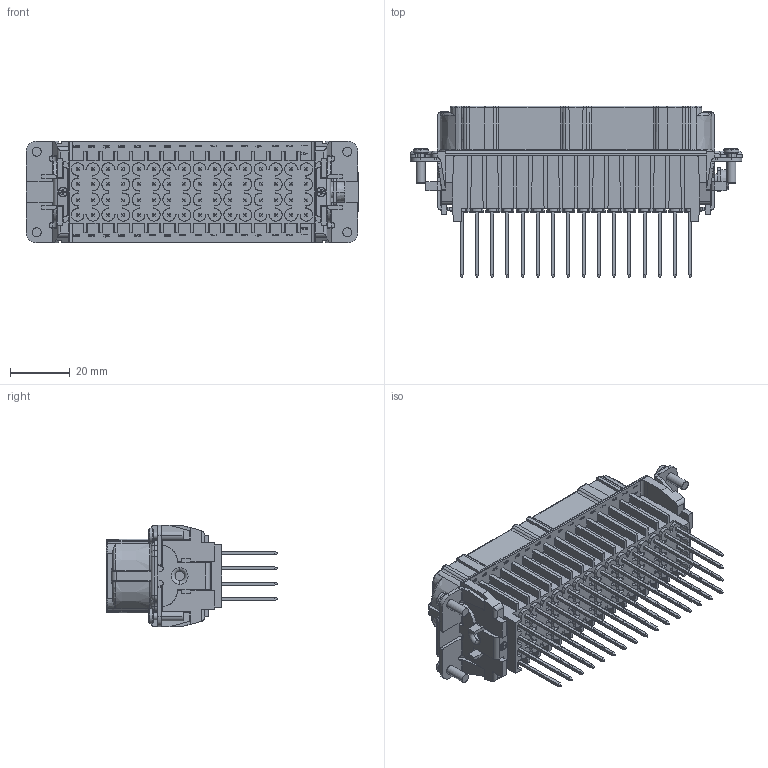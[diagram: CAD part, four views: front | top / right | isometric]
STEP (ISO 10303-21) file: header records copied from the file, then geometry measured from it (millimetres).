
FILE_DESCRIPTION((''),'2;1');
FILE_NAME('HD-064-F','2017-08-22T',('tl.yang'),(''),'PRO/ENGINEER BY PARAMETRIC TECHNOLOGY CORPORATION, 2011500','PRO/ENGINEER BY PARAMETRIC TECHNOLOGY CORPORATION, 2011500','');
FILE_SCHEMA(('CONFIG_CONTROL_DESIGN'));
Products named in the file (1): HD-064-F
Bounding box: 111.1 x 57.4 x 34 mm (x, y, z)
Volume: 59660.3 mm3; surface area: 49498.1 mm2
Topology: 1 solids, 65 shells, 6758 faces, 18094 edges, 11754 vertices
Faces by surface type: plane 5506, cylinder 600, cone 458, bspline 162, torus 32
Entity records: 213322 total; most frequent: CARTESIAN_POINT 44012, ORIENTED_EDGE 36188, DIRECTION 33196, EDGE_CURVE 18094, VECTOR 14868, LINE 14868, VERTEX_POINT 11754, AXIS2_PLACEMENT_3D 9164
